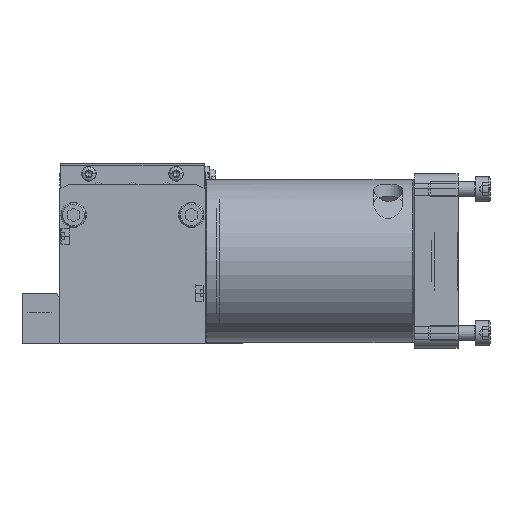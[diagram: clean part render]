
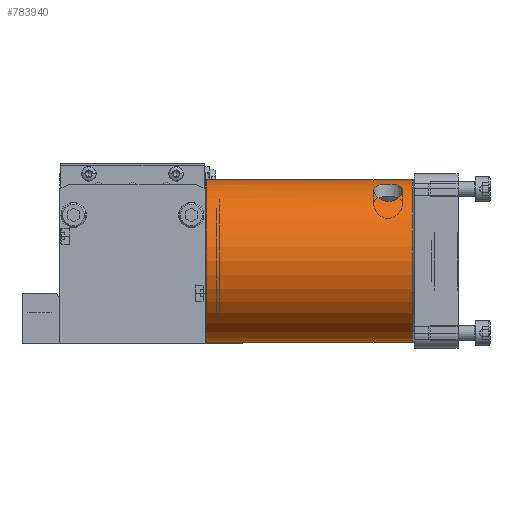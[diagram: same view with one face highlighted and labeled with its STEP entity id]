
A CAD part, front view. The second image highlights one B-rep face of the part: STEP entity #783940.
In plain terms, the highlighted cylindrical face has radius 28 mm (diameter 56 mm), a partial arc.
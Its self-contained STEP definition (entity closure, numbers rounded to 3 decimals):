
#782560=CARTESIAN_POINT('',(86.5,-28.,0.));
#782570=VERTEX_POINT('',#782560);
#782600=CARTESIAN_POINT('',(86.5,0.,0.));
#782610=DIRECTION('',(1.,0.,0.));
#782620=DIRECTION('',(0.,1.,0.));
#782630=AXIS2_PLACEMENT_3D('',#782600,#782610,#782620);
#782640=CIRCLE('',#782630,28.);
#782650=CARTESIAN_POINT('',(86.5,28.,0.));
#782660=VERTEX_POINT('',#782650);
#783100=CARTESIAN_POINT('',(11.3,0.,0.));
#783110=DIRECTION('',(1.,0.,0.));
#783120=DIRECTION('',(0.,-1.,0.));
#783130=AXIS2_PLACEMENT_3D('',#783100,#783110,#783120);
#783140=CYLINDRICAL_SURFACE('',#783130,28.);
#783150=CARTESIAN_POINT('',(11.3,28.,0.));
#783160=DIRECTION('',(1.,0.,0.));
#783170=VECTOR('',#783160,1.);
#783180=LINE('',#783150,#783170);
#783190=CARTESIAN_POINT('',(15.8,28.,0.));
#783200=VERTEX_POINT('',#783190);
#783210=EDGE_CURVE('',#783200,#782660,#783180,.T.);
#783220=ORIENTED_EDGE('',*,*,#783210,.T.);
#783230=CARTESIAN_POINT('',(15.8,0.,0.));
#783240=DIRECTION('',(-1.,0.,0.));
#783250=DIRECTION('',(0.,-1.,0.));
#783260=AXIS2_PLACEMENT_3D('',#783230,#783240,#783250);
#783270=CIRCLE('',#783260,28.);
#783280=CARTESIAN_POINT('',(15.8,-28.,0.));
#783290=VERTEX_POINT('',#783280);
#783300=EDGE_CURVE('',#783200,#783290,#783270,.T.);
#783310=ORIENTED_EDGE('',*,*,#783300,.F.);
#783320=CARTESIAN_POINT('',(11.3,-28.,0.));
#783330=DIRECTION('',(1.,0.,0.));
#783340=VECTOR('',#783330,1.);
#783350=LINE('',#783320,#783340);
#783360=EDGE_CURVE('',#783290,#782570,#783350,.T.);
#783370=ORIENTED_EDGE('',*,*,#783360,.F.);
#783380=EDGE_CURVE('',#782570,#782660,#782640,.T.);
#783390=ORIENTED_EDGE('',*,*,#783380,.F.);
#783400=EDGE_LOOP('',(#783390,#783370,#783310,#783220));
#783410=FACE_OUTER_BOUND('',#783400,.T.);
#783420=CARTESIAN_POINT('',(19.,24.249,-14.));
#783430=CARTESIAN_POINT('',(19.,24.059,-14.328));
#783440=CARTESIAN_POINT('',(19.061,23.669,
-14.974));
#783450=CARTESIAN_POINT('',(19.364,23.015,
-15.961));
#783460=CARTESIAN_POINT('',(19.829,22.4,
-16.81));
#783470=CARTESIAN_POINT('',(20.419,21.84,
-17.529));
#783480=CARTESIAN_POINT('',(21.104,21.36,
-18.108));
#783490=CARTESIAN_POINT('',(21.866,20.976,
-18.549));
#783500=CARTESIAN_POINT('',(22.685,20.705,
-18.851));
#783510=CARTESIAN_POINT('',(23.56,20.561,
-19.006));
#783520=CARTESIAN_POINT('',(24.426,20.56,
-19.007));
#783530=CARTESIAN_POINT('',(25.3,20.701,-18.855
));
#783540=CARTESIAN_POINT('',(26.117,20.969,
-18.557));
#783550=CARTESIAN_POINT('',(26.879,21.35,-18.12
));
#783560=CARTESIAN_POINT('',(27.566,21.827,
-17.544));
#783570=CARTESIAN_POINT('',(28.158,22.385,-16.83
));
#783580=CARTESIAN_POINT('',(28.628,23.,
-15.982));
#783590=CARTESIAN_POINT('',(28.937,23.662,
-14.986));
#783600=CARTESIAN_POINT('',(29.,24.057,-14.333));
#783610=CARTESIAN_POINT('',(29.,24.249,-14.));
#783620=B_SPLINE_CURVE_WITH_KNOTS('',3,(#783420,#783430,#783440,#783450,
#783460,#783470,#783480,#783490,#783500,#783510,#783520,#783530,#783540,
#783550,#783560,#783570,#783580,#783590,#783600,#783610),.UNSPECIFIED.,
.F.,.F.,(4,1,1,1,1,1,1,1,1,1,1,1,1,1,1,1,1,4),(0.,0.059,
0.118,0.176,0.235,0.294,
0.353,0.412,0.471,0.529,
0.588,0.647,0.706,0.765,
0.824,0.882,0.941,1.),.UNSPECIFIED.);
#783630=CARTESIAN_POINT('',(19.,24.249,-14.));
#783640=VERTEX_POINT('',#783630);
#783650=CARTESIAN_POINT('',(29.,24.249,-14.));
#783660=VERTEX_POINT('',#783650);
#783670=EDGE_CURVE('',#783640,#783660,#783620,.T.);
#783680=ORIENTED_EDGE('',*,*,#783670,.T.);
#783690=CARTESIAN_POINT('',(29.,24.249,-14.));
#783700=CARTESIAN_POINT('',(29.,24.41,-13.721));
#783710=CARTESIAN_POINT('',(28.955,24.723,
-13.157));
#783720=CARTESIAN_POINT('',(28.718,25.18,
-12.258));
#783730=CARTESIAN_POINT('',(28.312,25.574,-11.411
));
#783740=CARTESIAN_POINT('',(27.748,25.901,-10.646
));
#783750=CARTESIAN_POINT('',(27.07,26.149,
-10.018));
#783760=CARTESIAN_POINT('',(26.286,26.333,
-9.521));
#783770=CARTESIAN_POINT('',(25.424,26.454,-9.176
));
#783780=CARTESIAN_POINT('',(24.482,26.517,
-8.993));
#783790=CARTESIAN_POINT('',(23.536,26.517,
-8.991));
#783800=CARTESIAN_POINT('',(22.594,26.456,
-9.171));
#783810=CARTESIAN_POINT('',(21.731,26.336,
-9.513));
#783820=CARTESIAN_POINT('',(20.945,26.153,
-10.006));
#783830=CARTESIAN_POINT('',(20.265,25.906,-10.632
));
#783840=CARTESIAN_POINT('',(19.698,25.582,
-11.394));
#783850=CARTESIAN_POINT('',(19.288,25.189,-12.241)
);
#783860=CARTESIAN_POINT('',(19.046,24.728,
-13.148));
#783870=CARTESIAN_POINT('',(19.,24.412,-13.718));
#783880=CARTESIAN_POINT('',(19.,24.249,-14.));
#783890=B_SPLINE_CURVE_WITH_KNOTS('',3,(#783690,#783700,#783710,#783720,
#783730,#783740,#783750,#783760,#783770,#783780,#783790,#783800,#783810,
#783820,#783830,#783840,#783850,#783860,#783870,#783880),.UNSPECIFIED.,
.F.,.F.,(4,1,1,1,1,1,1,1,1,1,1,1,1,1,1,1,1,4),(0.,0.059,
0.118,0.176,0.235,0.294,
0.353,0.412,0.471,0.529,
0.588,0.647,0.706,0.765,
0.824,0.882,0.941,1.),.UNSPECIFIED.);
#783900=EDGE_CURVE('',#783660,#783640,#783890,.T.);
#783910=ORIENTED_EDGE('',*,*,#783900,.T.);
#783920=EDGE_LOOP('',(#783910,#783680));
#783930=FACE_BOUND('',#783920,.T.);
#783940=ADVANCED_FACE('',(#783410,#783930),#783140,.T.);
